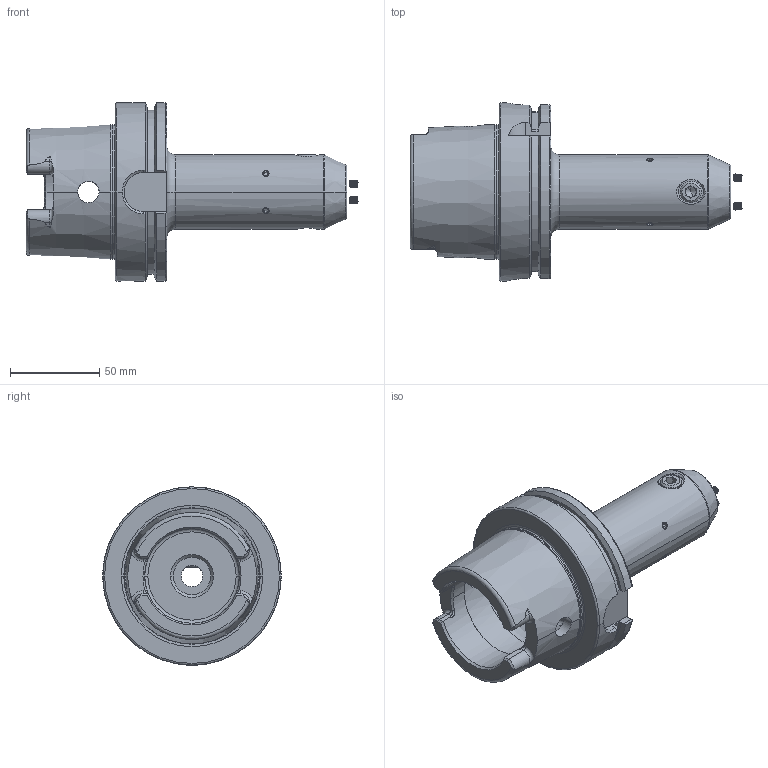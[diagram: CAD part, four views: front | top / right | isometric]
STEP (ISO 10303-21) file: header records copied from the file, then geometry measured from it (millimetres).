
FILE_DESCRIPTION (( 'STEP AP203' ), '1' );
FILE_NAME ('FWA100H-EKH12130.STEP', '2024-01-06T05:31:21', ( '' ), ( '' ), 'SwSTEP 2.0', 'SolidWorks 2023', '' );
FILE_SCHEMA (( 'CONFIG_CONTROL_DESIGN' ));
Length unit declared in the file: millimetre
Products named in the file (5): HSKA100EK12130WW; GS-M12X16-DIN1835-B; FWA100H-EKH12130; GS-M4X4_DIN 913 - M4 x 4-N
Assembly tree (11 placements, depth 3):
  FWA100H-EKH12130
    HSKA100EK12130WW
      HSKA100EK12130WW
      GS-M12X16-DIN1835-B
      GS-M4X4_DIN 913 - M4 x 4-N  x8
Bounding box: 186.17 x 100 x 100 mm (x, y, z)
Volume: 376007.4 mm3; surface area: 70227.7 mm2
Topology: 10 solids, 10 shells, 628 faces, 1585 edges, 985 vertices
Faces by surface type: cone 277, cylinder 166, plane 140, torus 33, bspline 10, sphere 2
Entity records: 11480 total; most frequent: CARTESIAN_POINT 3857, ORIENTED_EDGE 1478, DIRECTION 1436, EDGE_CURVE 739, AXIS2_PLACEMENT_3D 579, VERTEX_POINT 453, EDGE_LOOP 330, ADVANCED_FACE 299
